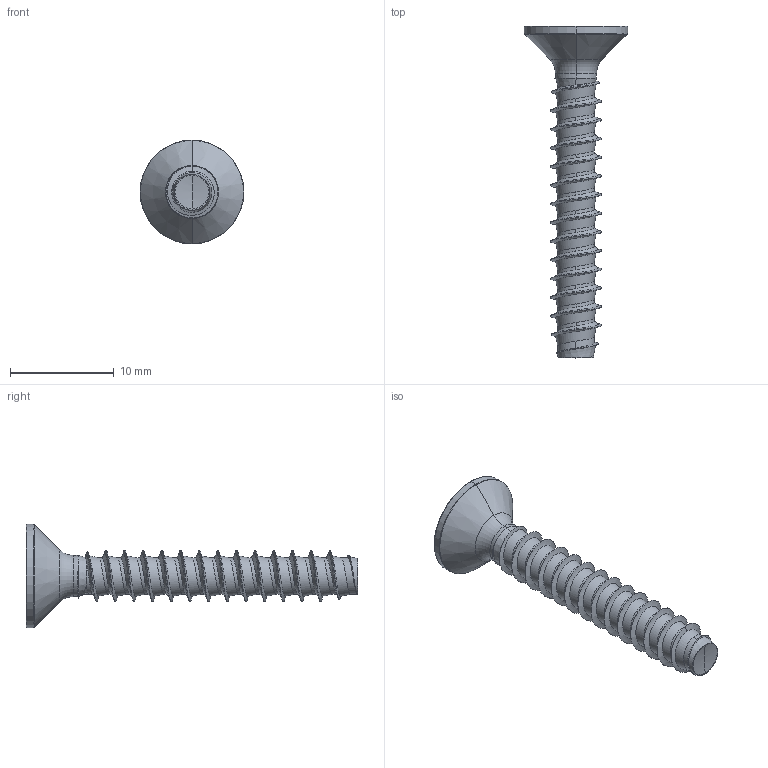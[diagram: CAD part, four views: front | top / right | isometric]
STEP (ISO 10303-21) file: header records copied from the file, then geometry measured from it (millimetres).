
FILE_DESCRIPTION (( 'STEP AP203' ), '1' );
FILE_NAME ('STP330500320.STEP', '2020-09-04T16:08:00', ( '' ), ( '' ), 'SwSTEP 2.0', 'SolidWorks 2015', '' );
FILE_SCHEMA (( 'CONFIG_CONTROL_DESIGN' ));
Length unit declared in the file: millimetre
Products named in the file (2): STP330500320
Bounding box: 10 x 32 x 10 mm (x, y, z)
Volume: 497.6 mm3; surface area: 743.6 mm2
Topology: 1 solids, 1 shells, 189 faces, 437 edges, 250 vertices
Faces by surface type: cylinder 75, bspline 51, sphere 26, plane 22, cone 9, torus 6
Entity records: 25608 total; most frequent: CARTESIAN_POINT 21700, ORIENTED_EDGE 870, DIRECTION 684, EDGE_CURVE 435, AXIS2_PLACEMENT_3D 278, VERTEX_POINT 250, EDGE_LOOP 191, FACE_OUTER_BOUND 189
